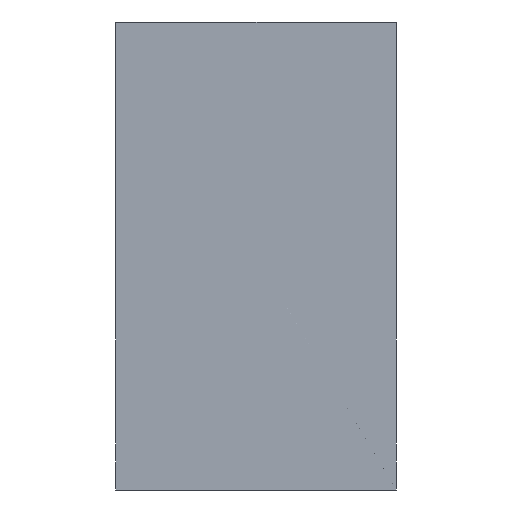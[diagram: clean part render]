
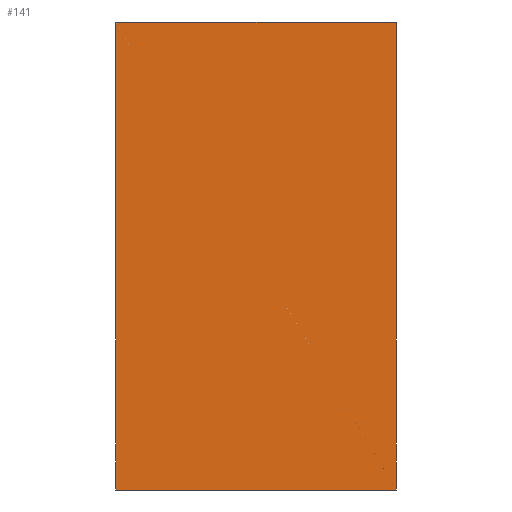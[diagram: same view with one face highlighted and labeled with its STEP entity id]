
A CAD part, left-side view. The second image highlights one B-rep face of the part: STEP entity #141.
In plain terms, the highlighted planar face has unit normal (-1, 0, 0).
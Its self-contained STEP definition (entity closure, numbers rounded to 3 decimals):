
#21=PLANE('',#153);
#29=FACE_OUTER_BOUND('',#37,.T.);
#37=EDGE_LOOP('',(#129,#130,#131,#132));
#39=LINE('',#201,#54);
#46=LINE('',#215,#61);
#50=LINE('',#221,#65);
#52=LINE('',#225,#67);
#54=VECTOR('',#165,10.);
#61=VECTOR('',#176,10.);
#65=VECTOR('',#182,10.);
#67=VECTOR('',#188,10.);
#72=VERTEX_POINT('',#199);
#73=VERTEX_POINT('',#200);
#77=VERTEX_POINT('',#213);
#78=VERTEX_POINT('',#214);
#83=EDGE_CURVE('',#72,#73,#39,.T.);
#90=EDGE_CURVE('',#77,#78,#46,.T.);
#94=EDGE_CURVE('',#72,#77,#50,.T.);
#96=EDGE_CURVE('',#73,#78,#52,.T.);
#129=ORIENTED_EDGE('',*,*,#83,.T.);
#130=ORIENTED_EDGE('',*,*,#96,.T.);
#131=ORIENTED_EDGE('',*,*,#90,.F.);
#132=ORIENTED_EDGE('',*,*,#94,.F.);
#141=ADVANCED_FACE('',(#29),#21,.T.);
#153=AXIS2_PLACEMENT_3D('',#226,#189,#190);
#165=DIRECTION('',(0.,0.,1.));
#176=DIRECTION('',(0.,0.,1.));
#182=DIRECTION('',(0.,1.,0.));
#188=DIRECTION('',(0.,1.,0.));
#189=DIRECTION('center_axis',(-1.,0.,0.));
#190=DIRECTION('ref_axis',(0.,0.,1.));
#199=CARTESIAN_POINT('',(0.,0.,-100.));
#200=CARTESIAN_POINT('',(0.,0.,0.));
#201=CARTESIAN_POINT('',(0.,0.,-100.));
#213=CARTESIAN_POINT('',(0.,60.,-100.));
#214=CARTESIAN_POINT('',(0.,60.,0.));
#215=CARTESIAN_POINT('',(0.,60.,-100.));
#221=CARTESIAN_POINT('',(0.,0.,-100.));
#225=CARTESIAN_POINT('',(0.,0.,0.));
#226=CARTESIAN_POINT('Origin',(0.,0.,-100.));
